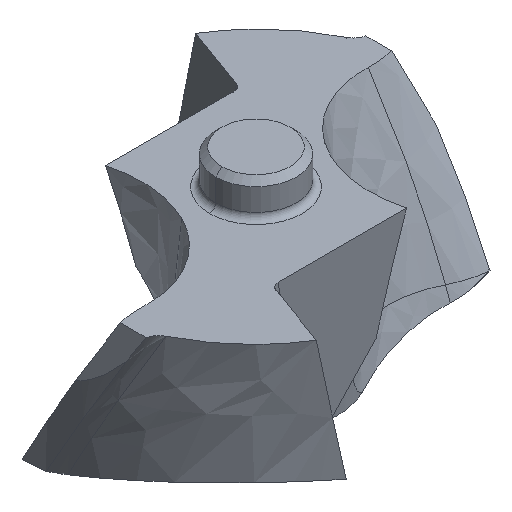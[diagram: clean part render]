
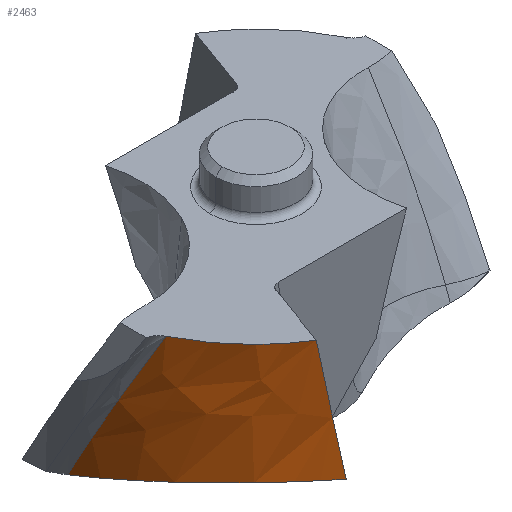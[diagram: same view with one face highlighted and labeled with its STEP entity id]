
A CAD part, isometric view. The second image highlights one B-rep face of the part: STEP entity #2463.
In plain terms, the highlighted free-form (B-spline) face has degree [3, 3] with [7, 5] control points.
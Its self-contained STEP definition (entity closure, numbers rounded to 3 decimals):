
#190=CARTESIAN_POINT('',(-4.287,-2.072,
0.));
#191=CARTESIAN_POINT('',(-4.05,-2.555,
0.));
#192=CARTESIAN_POINT('',(-3.522,-3.281,
0.));
#193=CARTESIAN_POINT('',(-2.818,-3.824,
0.));
#194=CARTESIAN_POINT('',(-2.522,-4.005,
0.));
#204=CARTESIAN_POINT('',(-4.287,-2.072,
0.));
#964=CARTESIAN_POINT('',(-2.035,-4.253,
-3.077));
#965=CARTESIAN_POINT('',(-2.058,-4.234,
-2.916));
#966=CARTESIAN_POINT('',(-2.107,-4.197,
-2.581));
#967=CARTESIAN_POINT('',(-2.19,-4.145,
-2.043));
#968=CARTESIAN_POINT('',(-2.284,-4.097,
-1.445));
#969=CARTESIAN_POINT('',(-2.393,-4.052,
-0.777));
#970=CARTESIAN_POINT('',(-2.477,-4.021,
-0.268));
#971=CARTESIAN_POINT('',(-2.522,-4.005,
0.));
#976=CARTESIAN_POINT('',(-4.76,-0.135,
-3.68));
#977=CARTESIAN_POINT('',(-4.755,-0.301,
-3.617));
#978=CARTESIAN_POINT('',(-4.729,-0.628,
-3.5));
#979=CARTESIAN_POINT('',(-4.641,-1.103,
-3.349));
#980=CARTESIAN_POINT('',(-4.507,-1.559,
-3.221));
#981=CARTESIAN_POINT('',(-4.328,-1.995,
-3.117));
#982=CARTESIAN_POINT('',(-4.109,-2.405,
-3.038));
#983=CARTESIAN_POINT('',(-3.851,-2.791,-2.982));
#984=CARTESIAN_POINT('',(-3.554,-3.15,
-2.951));
#985=CARTESIAN_POINT('',(-3.224,-3.478,
-2.944));
#986=CARTESIAN_POINT('',(-2.861,-3.773,-2.962));
#987=CARTESIAN_POINT('',(-2.463,-4.036,
-3.005));
#988=CARTESIAN_POINT('',(-2.181,-4.185,
-3.05));
#989=CARTESIAN_POINT('',(-2.035,-4.253,
-3.077));
#994=CARTESIAN_POINT('',(-4.287,-2.072,
0.));
#995=CARTESIAN_POINT('',(-4.414,-1.811,
-0.511));
#996=CARTESIAN_POINT('',(-4.66,-1.167,
-1.738));
#997=CARTESIAN_POINT('',(-4.755,-0.51,
-2.964));
#998=CARTESIAN_POINT('',(-4.76,-0.135,
-3.68));
#1303=VERTEX_POINT('',#204);
#1304=VERTEX_POINT('',#194);
#1342=CARTESIAN_POINT('',(-2.035,-4.253,
-3.077));
#1343=VERTEX_POINT('',#1342);
#1344=VERTEX_POINT('',#976);
#2420=CARTESIAN_POINT('',(-2.206,-4.212,
-3.717));
#2421=CARTESIAN_POINT('',(-1.925,-4.302,
-2.989));
#2422=CARTESIAN_POINT('',(-1.354,-4.471,
-1.738));
#2423=CARTESIAN_POINT('',(-0.625,-4.627,
-0.488));
#2424=CARTESIAN_POINT('',(-0.295,-4.685,
0.035));
#2425=CARTESIAN_POINT('',(-2.249,-4.19,
-3.717));
#2426=CARTESIAN_POINT('',(-1.969,-4.284,
-2.989));
#2427=CARTESIAN_POINT('',(-1.399,-4.46,
-1.738));
#2428=CARTESIAN_POINT('',(-0.672,-4.622,
-0.488));
#2429=CARTESIAN_POINT('',(-0.342,-4.683,
0.035));
#2430=CARTESIAN_POINT('',(-2.772,-3.907,
-3.717));
#2431=CARTESIAN_POINT('',(-2.505,-4.049,
-2.989));
#2432=CARTESIAN_POINT('',(-1.955,-4.308,
-1.738));
#2433=CARTESIAN_POINT('',(-1.248,-4.553,
-0.488));
#2434=CARTESIAN_POINT('',(-0.927,-4.648,
0.035));
#2435=CARTESIAN_POINT('',(-3.671,-3.176,
-3.717));
#2436=CARTESIAN_POINT('',(-3.443,-3.405,
-2.989));
#2437=CARTESIAN_POINT('',(-2.963,-3.815,
-1.738));
#2438=CARTESIAN_POINT('',(-2.326,-4.21,
-0.488));
#2439=CARTESIAN_POINT('',(-2.033,-4.369,
0.035));
#2440=CARTESIAN_POINT('',(-4.538,-1.736,
-3.717));
#2441=CARTESIAN_POINT('',(-4.409,-2.065,
-2.989));
#2442=CARTESIAN_POINT('',(-4.097,-2.646,
-1.738));
#2443=CARTESIAN_POINT('',(-3.628,-3.214,
-0.488));
#2444=CARTESIAN_POINT('',(-3.406,-3.444,
0.035));
#2445=CARTESIAN_POINT('',(-4.753,-0.629,
-3.717));
#2446=CARTESIAN_POINT('',(-4.709,-0.999,
-2.989));
#2447=CARTESIAN_POINT('',(-4.543,-1.65,
-1.738));
#2448=CARTESIAN_POINT('',(-4.22,-2.286,
-0.488));
#2449=CARTESIAN_POINT('',(-4.058,-2.545,
0.035));
#2450=CARTESIAN_POINT('',(-4.761,-0.066,
-3.717));
#2451=CARTESIAN_POINT('',(-4.762,-0.448,
-2.989));
#2452=CARTESIAN_POINT('',(-4.673,-1.12,
-1.738));
#2453=CARTESIAN_POINT('',(-4.428,-1.778,
-0.488));
#2454=CARTESIAN_POINT('',(-4.299,-2.046,
0.035));
#2455=B_SPLINE_SURFACE_WITH_KNOTS('',3,3,((#2420,#2421,#2422,#2423,#2424),
(#2425,#2426,#2427,#2428,#2429),(#2430,#2431,#2432,#2433,#2434),(#2435,#2436,
#2437,#2438,#2439),(#2440,#2441,#2442,#2443,#2444),(#2445,#2446,#2447,#2448,
#2449),(#2450,#2451,#2452,#2453,#2454)),.UNSPECIFIED.,.F.,.F.,.F.,(4,1,1,1,4),
(4,1,4),(0.,0.028,0.346,
0.663,0.99),(0.,0.582,
1.),.UNSPECIFIED.);
#2457=ORIENTED_EDGE('',*,*,#2456,.F.);
#2458=ORIENTED_EDGE('',*,*,#1772,.F.);
#2459=ORIENTED_EDGE('',*,*,#2413,.F.);
#2460=ORIENTED_EDGE('',*,*,#1533,.T.);
#2461=EDGE_LOOP('',(#2457,#2458,#2459,#2460));
#2462=FACE_OUTER_BOUND('',#2461,.F.);
#195=B_SPLINE_CURVE_WITH_KNOTS('',3,(#190,#191,#192,#193,#194),.UNSPECIFIED.,
.F.,.F.,(4,1,4),(0.,0.608,1.),.UNSPECIFIED.);
#972=B_SPLINE_CURVE_WITH_KNOTS('',3,(#964,#965,#966,#967,#968,#969,#970,#971),
.UNSPECIFIED.,.F.,.F.,(4,1,1,1,1,4),(0.,0.2,0.4,0.6,0.8,1.),
.UNSPECIFIED.);
#990=B_SPLINE_CURVE_WITH_KNOTS('',3,(#976,#977,#978,#979,#980,#981,#982,#983,
#984,#985,#986,#987,#988,#989),.UNSPECIFIED.,.F.,.F.,(4,1,1,1,1,1,1,1,1,1,1,4),(
0.,0.091,0.182,0.273,0.364,
0.455,0.545,0.636,0.727,
0.818,0.909,1.),.UNSPECIFIED.);
#999=B_SPLINE_CURVE_WITH_KNOTS('',3,(#994,#995,#996,#997,#998),.UNSPECIFIED.,
.F.,.F.,(4,1,4),(0.,0.416,1.),.UNSPECIFIED.);
#1533=EDGE_CURVE('',#1303,#1304,#195,.T.);
#1772=EDGE_CURVE('',#1344,#1343,#990,.T.);
#2413=EDGE_CURVE('',#1303,#1344,#999,.T.);
#2456=EDGE_CURVE('',#1343,#1304,#972,.T.);
#2463=ADVANCED_FACE('',(#2462),#2455,.F.);
